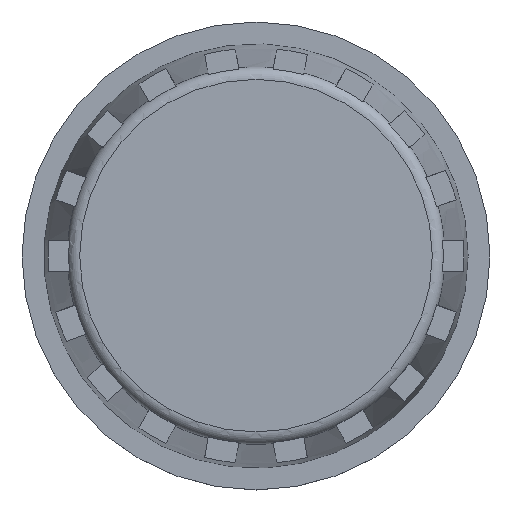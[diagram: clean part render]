
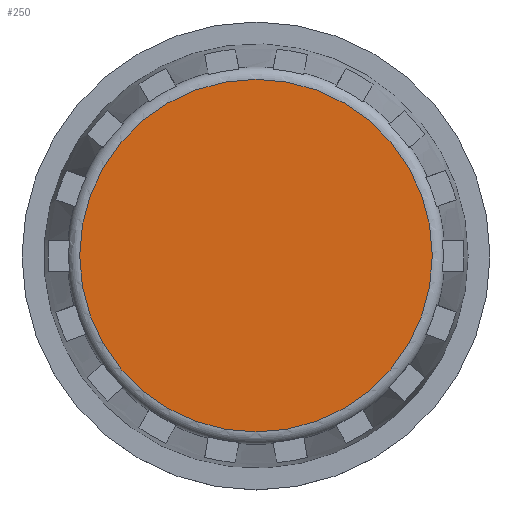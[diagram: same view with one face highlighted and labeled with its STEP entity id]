
A CAD part, top view. The second image highlights one B-rep face of the part: STEP entity #250.
In plain terms, the highlighted planar face has unit normal (0, 0, 1).
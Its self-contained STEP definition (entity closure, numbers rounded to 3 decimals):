
#250 = ADVANCED_FACE( '', ( #545 ), #546, .F. );
#545 = FACE_OUTER_BOUND( '', #886, .T. );
#546 = PLANE( '', #887 );
#886 = EDGE_LOOP( '', ( #1636 ) );
#887 = AXIS2_PLACEMENT_3D( '', #1637, #1638, #1639 );
#1636 = ORIENTED_EDGE( '', *, *, #2199, .T. );
#1637 = CARTESIAN_POINT( '', ( 0., 0., 19. ) );
#1638 = DIRECTION( '', ( 0., 0., -1. ) );
#1639 = DIRECTION( '', ( -1., 0., 0. ) );
#2199 = EDGE_CURVE( '', #2714, #2714, #2715, .F. );
#2714 = VERTEX_POINT( '', #3492 );
#2715 = CIRCLE( '', #3493, 14.128 );
#3492 = CARTESIAN_POINT( '', ( -14.128, 0., 19. ) );
#3493 = AXIS2_PLACEMENT_3D( '', #4108, #4109, #4110 );
#4108 = CARTESIAN_POINT( '', ( 0., 0., 19. ) );
#4109 = DIRECTION( '', ( 0., 0., -1. ) );
#4110 = DIRECTION( '', ( -1., 0., 0. ) );
